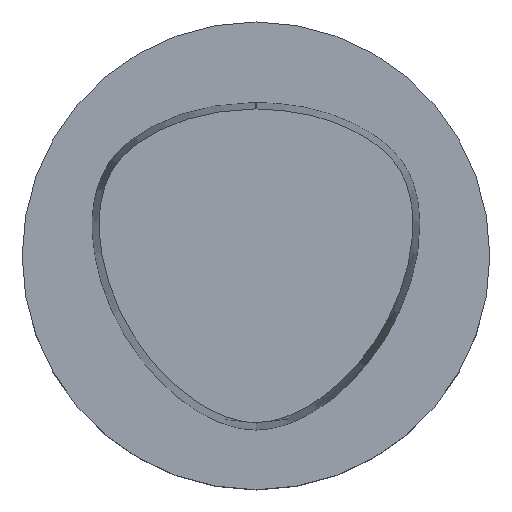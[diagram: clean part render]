
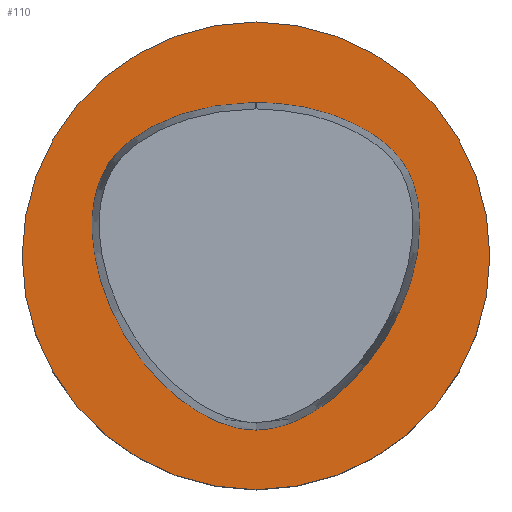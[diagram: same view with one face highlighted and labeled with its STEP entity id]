
A CAD part, top view. The second image highlights one B-rep face of the part: STEP entity #110.
In plain terms, the highlighted planar face has unit normal (0, 0, 1).
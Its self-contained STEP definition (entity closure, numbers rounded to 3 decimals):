
#75=EDGE_CURVE('Unnamed[1]',#195,#196,#197,.T.);
#110=ADVANCED_FACE('Unnamed[1]',(#249,#250),#251,.T.);
#119=EDGE_CURVE('Unnamed[1]',#261,#261,#262,.T.);
#148=EDGE_CURVE('Unnamed[1]',#196,#253,#303,.T.);
#166=EDGE_CURVE('Unnamed[1]',#253,#195,#329,.T.);
#195=VERTEX_POINT('',#354);
#196=VERTEX_POINT('',#355);
#197=B_SPLINE_CURVE_WITH_KNOTS('',3,(#356,#357,#358,#359,#360,#361,#362,#363,#364,#365,#366,#367,#368,#369,#370,#371,#372,#373,#374,#375,#376,#377,#378,#379,#380,#381,#382,#383,#384,#385,#386,#387),.UNSPECIFIED.,.F.,.F.,(4,2,2,2,2,2,2,2,2,2,2,2,2,2,2,4),(6.615,6.904,7.192,7.48,7.769,8.327,8.886,10.063,10.522,10.981,11.21,11.44,11.898,12.428,12.829,13.23),.UNSPECIFIED.);
#249=FACE_OUTER_BOUND('',#538,.T.);
#250=FACE_BOUND('',#539,.T.);
#251=PLANE('',#540);
#253=VERTEX_POINT('',#543);
#261=VERTEX_POINT('',#555);
#262=CIRCLE('',#556,31.5);
#303=CIRCLE('',#689,0.95);
#329=B_SPLINE_CURVE_WITH_KNOTS('',3,(#724,#725,#726,#727,#728,#729,#730,#731,#732,#733,#734,#735,#736,#737,#738,#739,#740,#741,#742,#743,#744,#745,#746,#747,#748,#749,#750,#751,#752,#753),.UNSPECIFIED.,.F.,.F.,(4,2,2,2,2,2,2,2,2,2,2,2,2,2,4),(0.0,0.577,1.154,1.433,1.712,1.992,2.271,2.859,3.154,3.448,4.366,5.283,5.813,6.214,6.615),.UNSPECIFIED.);
#354=CARTESIAN_POINT('',(0.044,-23.469,0.0));
#355=CARTESIAN_POINT('',(0.045,20.677,0.0));
#356=CARTESIAN_POINT('',(0.044,-23.469,0.0));
#357=CARTESIAN_POINT('',(1.1,-23.464,0.));
#358=CARTESIAN_POINT('',(2.144,-23.297,0.0));
#359=CARTESIAN_POINT('',(4.142,-22.759,0.0));
#360=CARTESIAN_POINT('',(5.098,-22.39,0.));
#361=CARTESIAN_POINT('',(6.935,-21.508,0.));
#362=CARTESIAN_POINT('',(7.804,-21.,0.));
#363=CARTESIAN_POINT('',(9.469,-19.889,0.));
#364=CARTESIAN_POINT('',(10.267,-19.285,0.));
#365=CARTESIAN_POINT('',(12.503,-17.396,0.));
#366=CARTESIAN_POINT('',(13.842,-16.005,0.0));
#367=CARTESIAN_POINT('',(16.251,-13.01,0.));
#368=CARTESIAN_POINT('',(17.321,-11.408,0.));
#369=CARTESIAN_POINT('',(20.195,-6.179,0.));
#370=CARTESIAN_POINT('',(21.526,-2.27,0.));
#371=CARTESIAN_POINT('',(22.108,3.365,0.));
#372=CARTESIAN_POINT('',(22.144,4.957,0.));
#373=CARTESIAN_POINT('',(21.744,8.215,0.));
#374=CARTESIAN_POINT('',(21.281,9.878,0.0));
#375=CARTESIAN_POINT('',(20.179,12.032,0.0));
#376=CARTESIAN_POINT('',(19.702,12.759,0.));
#377=CARTESIAN_POINT('',(18.626,14.044,0.));
#378=CARTESIAN_POINT('',(18.039,14.612,0.0));
#379=CARTESIAN_POINT('',(16.128,16.197,0.));
#380=CARTESIAN_POINT('',(14.762,17.03,0.0));
#381=CARTESIAN_POINT('',(11.686,18.546,0.0));
#382=CARTESIAN_POINT('',(9.963,19.18,0.0));
#383=CARTESIAN_POINT('',(6.847,20.003,0.0));
#384=CARTESIAN_POINT('',(5.472,20.25,0.0));
#385=CARTESIAN_POINT('',(2.739,20.547,0.0));
#386=CARTESIAN_POINT('',(1.382,20.612,0.0));
#387=CARTESIAN_POINT('',(0.045,20.677,0.0));
#538=EDGE_LOOP('',(#824));
#539=EDGE_LOOP('',(#825,#826,#827));
#540=AXIS2_PLACEMENT_3D('',#828,#829,#830);
#543=CARTESIAN_POINT('',(-0.045,20.677,0.0));
#555=CARTESIAN_POINT('',(0.,31.5,0.));
#556=AXIS2_PLACEMENT_3D('',#834,#835,#836);
#689=AXIS2_PLACEMENT_3D('',#878,#879,#880);
#724=CARTESIAN_POINT('',(-0.045,20.677,0.0));
#725=CARTESIAN_POINT('',(-1.968,20.588,0.0));
#726=CARTESIAN_POINT('',(-3.953,20.485,0.));
#727=CARTESIAN_POINT('',(-7.863,19.797,0.));
#728=CARTESIAN_POINT('',(-9.794,19.25,0.));
#729=CARTESIAN_POINT('',(-12.535,18.133,0.0));
#730=CARTESIAN_POINT('',(-13.411,17.719,0.0));
#731=CARTESIAN_POINT('',(-15.123,16.78,0.));
#732=CARTESIAN_POINT('',(-15.962,16.259,0.0));
#733=CARTESIAN_POINT('',(-17.56,15.067,0.0));
#734=CARTESIAN_POINT('',(-18.314,14.396,0.));
#735=CARTESIAN_POINT('',(-19.639,12.867,0.));
#736=CARTESIAN_POINT('',(-20.198,12.,0.0));
#737=CARTESIAN_POINT('',(-21.562,9.159,0.0));
#738=CARTESIAN_POINT('',(-21.995,7.022,0.0));
#739=CARTESIAN_POINT('',(-22.113,3.903,0.0));
#740=CARTESIAN_POINT('',(-22.067,2.879,0.0));
#741=CARTESIAN_POINT('',(-21.855,0.853,0.0));
#742=CARTESIAN_POINT('',(-21.693,-0.149,0.));
#743=CARTESIAN_POINT('',(-20.816,-4.237,0.));
#744=CARTESIAN_POINT('',(-19.66,-7.209,0.));
#745=CARTESIAN_POINT('',(-16.575,-12.714,0.0));
#746=CARTESIAN_POINT('',(-14.647,-15.248,0.));
#747=CARTESIAN_POINT('',(-11.05,-18.702,0.));
#748=CARTESIAN_POINT('',(-9.618,-19.857,0.0));
#749=CARTESIAN_POINT('',(-6.855,-21.571,0.));
#750=CARTESIAN_POINT('',(-5.58,-22.214,0.0));
#751=CARTESIAN_POINT('',(-2.867,-23.17,0.0));
#752=CARTESIAN_POINT('',(-1.426,-23.477,0.0));
#753=CARTESIAN_POINT('',(0.044,-23.469,0.0));
#824=ORIENTED_EDGE('',*,*,#119,.F.);
#825=ORIENTED_EDGE('',*,*,#75,.F.);
#826=ORIENTED_EDGE('',*,*,#166,.F.);
#827=ORIENTED_EDGE('',*,*,#148,.F.);
#828=CARTESIAN_POINT('',(0.,15.75,0.));
#829=DIRECTION('',(0.,0.,1.0));
#830=DIRECTION('',(0.,-1.0,0.));
#834=CARTESIAN_POINT('',(0.0,0.0,0.0));
#835=DIRECTION('',(0.,0.,-1.0));
#836=DIRECTION('',(0.,1.0,0.));
#878=CARTESIAN_POINT('',(-0.001,19.728,0.0));
#879=DIRECTION('',(0.0,0.0,1.0));
#880=DIRECTION('',(-0.046,0.999,0.0));
